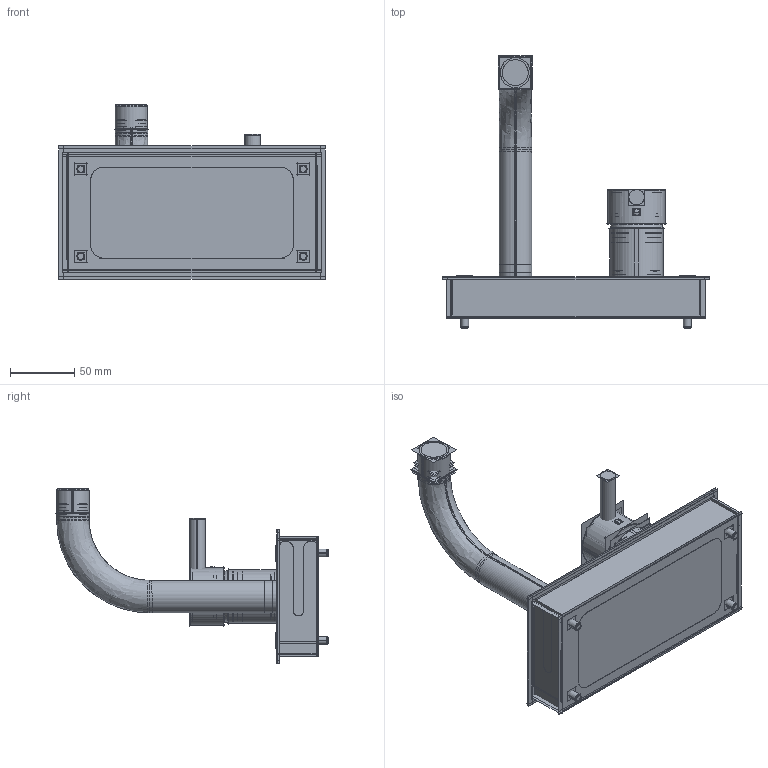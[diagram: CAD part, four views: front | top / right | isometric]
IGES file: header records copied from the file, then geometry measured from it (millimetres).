
Start section:  PTC IGES file: DE321WC.igs
Global section: file name: DE321WC.igs; native system: Pro/ENGINEER by Parametric Technology Corporation; preprocessor: 2009360; author: user321; organization: Unknown; date: 20191226.155132; units: millimetre
Bounding box: 208 x 212.43 x 136.23 mm (x, y, z)
Volume: 186351.5 mm3; surface area: 1008050.6 mm2
Topology: 17 solids, 36 shells, 1918 faces, 10505 edges, 13882 vertices
Faces by surface type: revolution 1158, bspline 760
